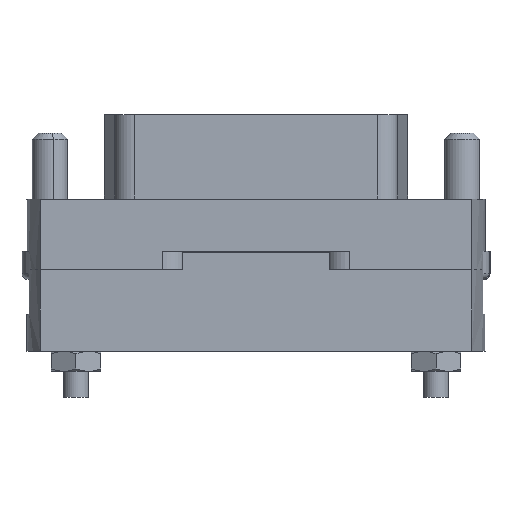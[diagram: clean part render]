
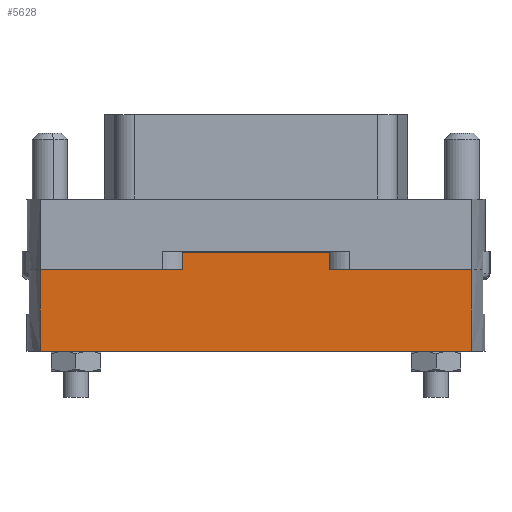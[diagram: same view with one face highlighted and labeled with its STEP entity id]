
A CAD part, front view. The second image highlights one B-rep face of the part: STEP entity #5628.
In plain terms, the highlighted face is planar.
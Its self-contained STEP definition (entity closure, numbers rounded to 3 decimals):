
#7 = VECTOR ( 'NONE', #1682, 1000. ) ;
#335 = CARTESIAN_POINT ( 'NONE',  ( -17.412, 6.25, 0. ) ) ;
#449 = CARTESIAN_POINT ( 'NONE',  ( -5.95, 6.25, 8. ) ) ;
#710 = LINE ( 'NONE', #9026, #8807 ) ;
#805 = DIRECTION ( 'NONE',  ( 0., 0., -1. ) ) ;
#1116 = EDGE_CURVE ( 'NONE', #3827, #9258, #8599, .T. ) ;
#1157 = VECTOR ( 'NONE', #805, 1000. ) ;
#1407 = LINE ( 'NONE', #2812, #9292 ) ;
#1558 = VERTEX_POINT ( 'NONE', #7485 ) ;
#1682 = DIRECTION ( 'NONE',  ( 1., 0., 0. ) ) ;
#1723 = VECTOR ( 'NONE', #3327, 1000. ) ;
#1948 = ORIENTED_EDGE ( 'NONE', *, *, #4551, .F. ) ;
#2295 = FACE_OUTER_BOUND ( 'NONE', #8199, .T. ) ;
#2302 = ORIENTED_EDGE ( 'NONE', *, *, #3828, .T. ) ;
#2398 = PLANE ( 'NONE',  #3570 ) ;
#2812 = CARTESIAN_POINT ( 'NONE',  ( -17.412, 6.25, 1.4 ) ) ;
#2824 = CARTESIAN_POINT ( 'NONE',  ( -17.412, 6.25, 1.4 ) ) ;
#3219 = CARTESIAN_POINT ( 'NONE',  ( 5.95, 6.25, 1.4 ) ) ;
#3327 = DIRECTION ( 'NONE',  ( 0., 0., 1. ) ) ;
#3570 = AXIS2_PLACEMENT_3D ( 'NONE', #4633, #6807, #6027 ) ;
#3827 = VERTEX_POINT ( 'NONE', #3219 ) ;
#3828 = EDGE_CURVE ( 'NONE', #9258, #1558, #5126, .T. ) ;
#3911 = DIRECTION ( 'NONE',  ( 0., 0., -1. ) ) ;
#4003 = ORIENTED_EDGE ( 'NONE', *, *, #5213, .T. ) ;
#4050 = EDGE_CURVE ( 'NONE', #5316, #7557, #1407, .T. ) ;
#4064 = VERTEX_POINT ( 'NONE', #7017 ) ;
#4271 = CARTESIAN_POINT ( 'NONE',  ( 17.412, 6.25, 1.4 ) ) ;
#4316 = LINE ( 'NONE', #5087, #7 ) ;
#4409 = LINE ( 'NONE', #5037, #1157 ) ;
#4416 = EDGE_CURVE ( 'NONE', #1558, #7557, #7143, .T. ) ;
#4551 = EDGE_CURVE ( 'NONE', #4064, #6011, #4873, .T. ) ;
#4633 = CARTESIAN_POINT ( 'NONE',  ( -17.412, 6.25, 8. ) ) ;
#4800 = EDGE_CURVE ( 'NONE', #6011, #5316, #4409, .T. ) ;
#4873 = LINE ( 'NONE', #4915, #8911 ) ;
#4915 = CARTESIAN_POINT ( 'NONE',  ( -17.412, 6.25, 8. ) ) ;
#5037 = CARTESIAN_POINT ( 'NONE',  ( -17.412, 6.25, 8. ) ) ;
#5087 = CARTESIAN_POINT ( 'NONE',  ( -17.412, 6.25, 1.4 ) ) ;
#5126 = LINE ( 'NONE', #335, #9069 ) ;
#5213 = EDGE_CURVE ( 'NONE', #4064, #7654, #710, .T. ) ;
#5316 = VERTEX_POINT ( 'NONE', #2824 ) ;
#5538 = CARTESIAN_POINT ( 'NONE',  ( 5.95, 6.25, 0. ) ) ;
#5628 = ADVANCED_FACE ( 'NONE', ( #2295 ), #2398, .F. ) ;
#5688 = DIRECTION ( 'NONE',  ( 1., 0., 0. ) ) ;
#5717 = DIRECTION ( 'NONE',  ( -1., 0., 0. ) ) ;
#5887 = DIRECTION ( 'NONE',  ( 0., 0., -1. ) ) ;
#6011 = VERTEX_POINT ( 'NONE', #6962 ) ;
#6027 = DIRECTION ( 'NONE',  ( 0., 0., -1. ) ) ;
#6062 = EDGE_CURVE ( 'NONE', #3827, #7654, #4316, .T. ) ;
#6088 = DIRECTION ( 'NONE',  ( -1., 0., 0. ) ) ;
#6352 = ORIENTED_EDGE ( 'NONE', *, *, #4800, .F. ) ;
#6462 = ORIENTED_EDGE ( 'NONE', *, *, #1116, .T. ) ;
#6807 = DIRECTION ( 'NONE',  ( 0., -1., 0. ) ) ;
#6962 = CARTESIAN_POINT ( 'NONE',  ( -17.412, 6.25, 8. ) ) ;
#7017 = CARTESIAN_POINT ( 'NONE',  ( 17.412, 6.25, 8. ) ) ;
#7143 = LINE ( 'NONE', #449, #1723 ) ;
#7465 = ORIENTED_EDGE ( 'NONE', *, *, #4050, .F. ) ;
#7485 = CARTESIAN_POINT ( 'NONE',  ( -5.95, 6.25, 0. ) ) ;
#7557 = VERTEX_POINT ( 'NONE', #9158 ) ;
#7621 = CARTESIAN_POINT ( 'NONE',  ( 5.95, 6.25, 8. ) ) ;
#7654 = VERTEX_POINT ( 'NONE', #4271 ) ;
#8199 = EDGE_LOOP ( 'NONE', ( #2302, #8637, #7465, #6352, #1948, #4003, #8993, #6462 ) ) ;
#8599 = LINE ( 'NONE', #7621, #8817 ) ;
#8637 = ORIENTED_EDGE ( 'NONE', *, *, #4416, .T. ) ;
#8807 = VECTOR ( 'NONE', #5887, 1000. ) ;
#8817 = VECTOR ( 'NONE', #3911, 1000. ) ;
#8911 = VECTOR ( 'NONE', #5717, 1000. ) ;
#8993 = ORIENTED_EDGE ( 'NONE', *, *, #6062, .F. ) ;
#9026 = CARTESIAN_POINT ( 'NONE',  ( 17.412, 6.25, 8. ) ) ;
#9069 = VECTOR ( 'NONE', #6088, 1000. ) ;
#9158 = CARTESIAN_POINT ( 'NONE',  ( -5.95, 6.25, 1.4 ) ) ;
#9258 = VERTEX_POINT ( 'NONE', #5538 ) ;
#9292 = VECTOR ( 'NONE', #5688, 1000. ) ;
